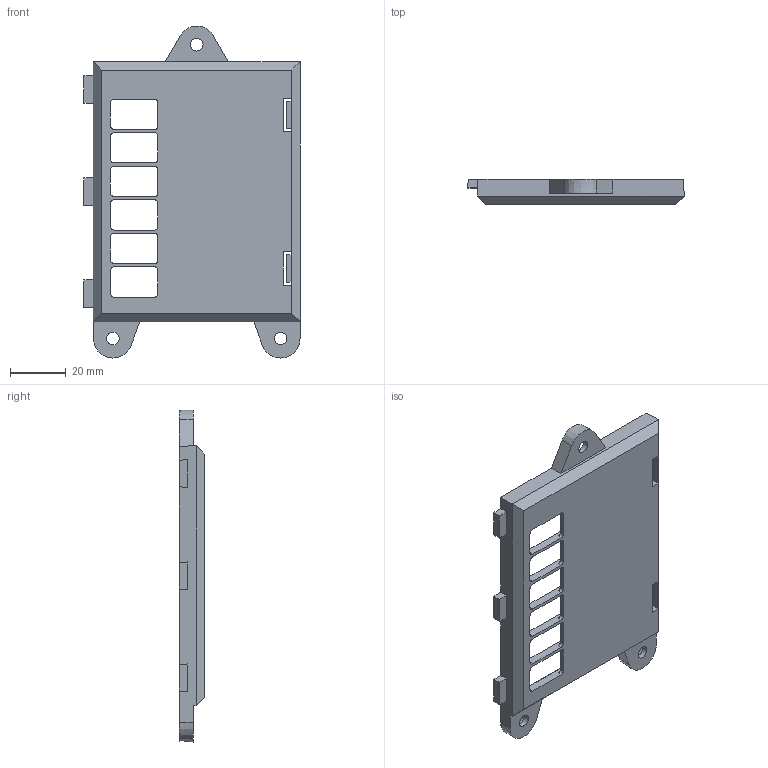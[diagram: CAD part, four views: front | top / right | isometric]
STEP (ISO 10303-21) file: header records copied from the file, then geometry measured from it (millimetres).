
FILE_DESCRIPTION(/* description */ (''),/* implementation_level */ '2;1');
FILE_NAME(/* name */ 'MotorController v28.step',/* time_stamp */ '2018-12-10T17:46:19-08:00',/* author */ ('meVF9E9'),/* organization */ (''),/* preprocessor_version */ 'ST-DEVELOPER v17.2',/* originating_system */ 'Autodesk Translation Framework v7.6.0.251',/* authorisation */ '');
FILE_SCHEMA (('AUTOMOTIVE_DESIGN { 1 0 10303 214 3 1 1 }'));
Length unit declared in the file: millimetre
Products named in the file (2): MotorController; TRAY
Assembly tree (1 placements, depth 2):
  MotorController
    TRAY
Bounding box: 77.4 x 9 x 118.79 mm (x, y, z)
Volume: 22745.1 mm3; surface area: 18682.4 mm2
Topology: 1 solids, 1 shells, 151 faces, 427 edges, 282 vertices
Faces by surface type: plane 104, cylinder 42, cone 5
Full cylindrical faces by diameter (mm): 4.5 x3
Entity records: 4991 total; most frequent: CARTESIAN_POINT 864, ORIENTED_EDGE 854, DIRECTION 831, EDGE_CURVE 427, LINE 333, VECTOR 333, VERTEX_POINT 282, AXIS2_PLACEMENT_3D 249
